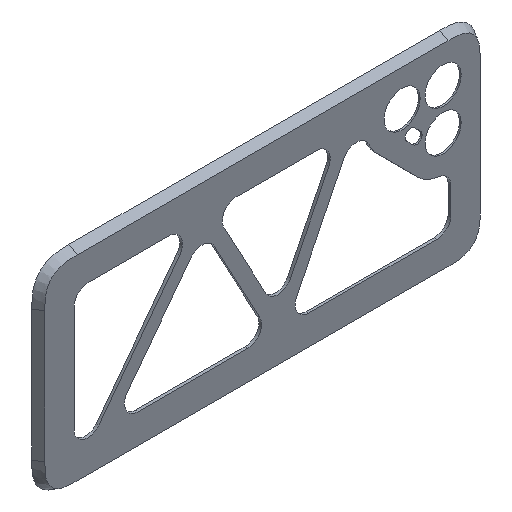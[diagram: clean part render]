
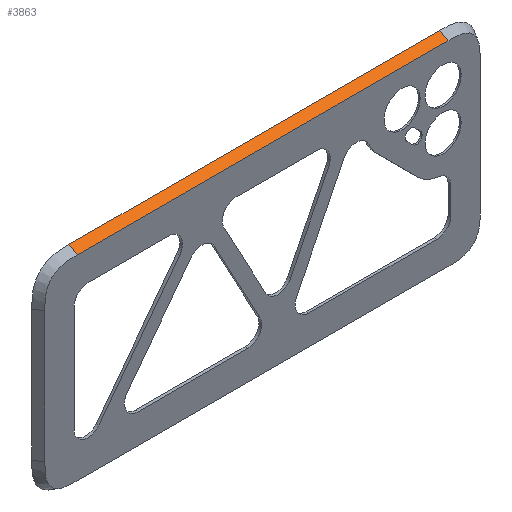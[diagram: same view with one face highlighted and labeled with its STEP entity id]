
A CAD part, isometric view. The second image highlights one B-rep face of the part: STEP entity #3863.
In plain terms, the highlighted planar face has unit normal (0, -0.5, 0.866).
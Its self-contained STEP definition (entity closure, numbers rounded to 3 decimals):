
#113=DIRECTION('',(-1.,0.,0.));
#114=VECTOR('',#113,133.7);
#115=CARTESIAN_POINT('',(66.85,0.,37.));
#116=LINE('',#115,#114);
#127=CARTESIAN_POINT('',(-66.85,0.,37.));
#743=CARTESIAN_POINT('',(-66.85,-3.,35.268));
#757=DIRECTION('',(-1.,0.,0.));
#758=VECTOR('',#757,133.7);
#759=CARTESIAN_POINT('',(66.85,-3.,35.268));
#760=LINE('',#759,#758);
#773=CARTESIAN_POINT('',(66.85,-3.,35.268));
#897=DIRECTION('',(0.,-0.866,-0.5));
#898=VECTOR('',#897,3.464);
#899=CARTESIAN_POINT('',(66.85,0.,37.));
#900=LINE('',#899,#898);
#901=DIRECTION('',(0.,-0.866,-0.5));
#902=VECTOR('',#901,3.464);
#903=CARTESIAN_POINT('',(-66.85,0.,37.));
#904=LINE('',#903,#902);
#1863=VERTEX_POINT('',#773);
#1864=CARTESIAN_POINT('',(66.85,0.,37.));
#1865=VERTEX_POINT('',#1864);
#1867=VERTEX_POINT('',#743);
#1871=VERTEX_POINT('',#127);
#3851=CARTESIAN_POINT('',(-83.583,0.,37.));
#3852=DIRECTION('',(0.,-0.5,0.866));
#3853=DIRECTION('',(1.,0.,0.));
#3854=AXIS2_PLACEMENT_3D('',#3851,#3852,#3853);
#3855=PLANE('',#3854);
#3856=ORIENTED_EDGE('',*,*,#3844,.T.);
#3857=ORIENTED_EDGE('',*,*,#3617,.T.);
#3859=ORIENTED_EDGE('',*,*,#3858,.F.);
#3860=ORIENTED_EDGE('',*,*,#2424,.F.);
#3861=EDGE_LOOP('',(#3856,#3857,#3859,#3860));
#3862=FACE_OUTER_BOUND('',#3861,.F.);
#3863=ADVANCED_FACE('',(#3862),#3855,.T.);
#2424=EDGE_CURVE('',#1865,#1871,#116,.T.);
#3617=EDGE_CURVE('',#1863,#1867,#760,.T.);
#3844=EDGE_CURVE('',#1865,#1863,#900,.T.);
#3858=EDGE_CURVE('',#1871,#1867,#904,.T.);
